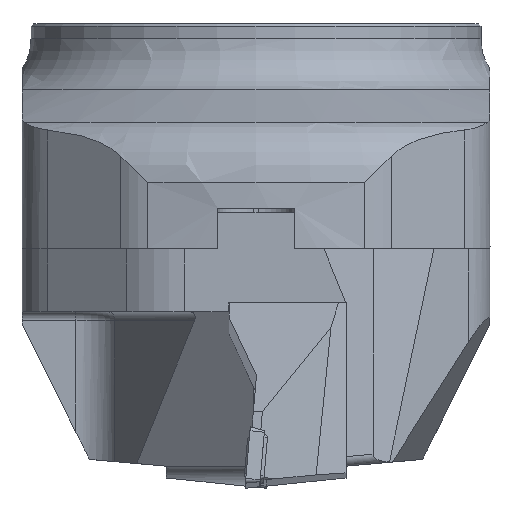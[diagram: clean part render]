
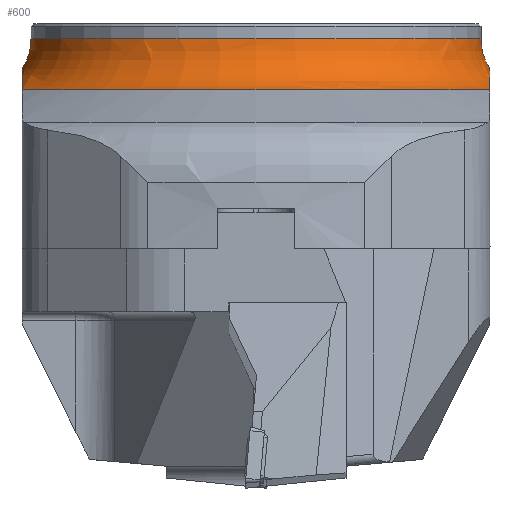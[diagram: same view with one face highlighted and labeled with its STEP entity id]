
A CAD part, left-side view. The second image highlights one B-rep face of the part: STEP entity #600.
In plain terms, the highlighted toroidal (fillet/blend) face has major radius 62 mm and minor radius 12 mm.
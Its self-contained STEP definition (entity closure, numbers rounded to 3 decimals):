
#462=TOROIDAL_SURFACE('',#3644,62.,12.);
#478=B_SPLINE_CURVE_WITH_KNOTS('',3,(#4899,#4900,#4901,#4902,#4903,#4904,
#4905,#4906,#4907,#4908),.UNSPECIFIED.,.F.,.F.,(4,2,2,2,4),(0.,0.25,0.5,
0.75,1.),.UNSPECIFIED.);
#481=B_SPLINE_CURVE_WITH_KNOTS('',3,(#4933,#4934,#4935,#4936,#4937,#4938,
#4939,#4940,#4941,#4942),.UNSPECIFIED.,.F.,.F.,(4,2,2,2,4),(0.,0.25,0.5,
0.75,1.),.UNSPECIFIED.);
#536=FACE_BOUND('',#999,.T.);
#537=FACE_BOUND('',#1000,.T.);
#600=ADVANCED_FACE('',(#536,#537),#462,.F.);
#999=EDGE_LOOP('',(#1387));
#1000=EDGE_LOOP('',(#1388,#1389,#1390,#1391));
#1206=CIRCLE('',#3639,58.292);
#1207=CIRCLE('',#3641,58.292);
#1208=CIRCLE('',#3643,50.);
#1387=ORIENTED_EDGE('',*,*,#2518,.F.);
#1388=ORIENTED_EDGE('',*,*,#2474,.F.);
#1389=ORIENTED_EDGE('',*,*,#2514,.F.);
#1390=ORIENTED_EDGE('',*,*,#2484,.F.);
#1391=ORIENTED_EDGE('',*,*,#2517,.F.);
#2173=VERTEX_POINT('',#4909);
#2174=VERTEX_POINT('',#4910);
#2181=VERTEX_POINT('',#4943);
#2182=VERTEX_POINT('',#4944);
#2203=VERTEX_POINT('',#5049);
#2474=EDGE_CURVE('',#2173,#2174,#478,.T.);
#2484=EDGE_CURVE('',#2181,#2182,#481,.T.);
#2514=EDGE_CURVE('',#2182,#2173,#1206,.T.);
#2517=EDGE_CURVE('',#2174,#2181,#1207,.T.);
#2518=EDGE_CURVE('',#2203,#2203,#1208,.T.);
#3639=AXIS2_PLACEMENT_3D('',#5036,#4021,#4022);
#3641=AXIS2_PLACEMENT_3D('',#5046,#4025,#4026);
#3643=AXIS2_PLACEMENT_3D('',#5048,#4029,#4030);
#3644=AXIS2_PLACEMENT_3D('',#5050,#4031,#4032);
#4021=DIRECTION('',(0.,0.,-1.));
#4022=DIRECTION('',(-1.,0.,0.));
#4025=DIRECTION('',(0.,0.,-1.));
#4026=DIRECTION('',(-1.,0.,0.));
#4029=DIRECTION('',(0.,0.,1.));
#4030=DIRECTION('',(-1.,0.,0.));
#4031=DIRECTION('',(0.,0.,-1.));
#4032=DIRECTION('',(-1.,0.,0.));
#4899=CARTESIAN_POINT('',(26.343,-52.,-14.694));
#4900=CARTESIAN_POINT('',(21.898,-52.,-14.042));
#4901=CARTESIAN_POINT('',(17.539,-52.,-12.933));
#4902=CARTESIAN_POINT('',(8.798,-52.,-10.85));
#4903=CARTESIAN_POINT('',(4.385,-52.,-9.898));
#4904=CARTESIAN_POINT('',(-4.639,-52.,-9.932));
#4905=CARTESIAN_POINT('',(-8.978,-52.,-10.891));
#4906=CARTESIAN_POINT('',(-17.631,-52.,-12.957));
#4907=CARTESIAN_POINT('',(-21.952,-52.,-14.049));
#4908=CARTESIAN_POINT('',(-26.343,-52.,-14.694));
#4909=CARTESIAN_POINT('',(26.343,-52.,-14.694));
#4910=CARTESIAN_POINT('',(-26.343,-52.,-14.694));
#4933=CARTESIAN_POINT('',(-26.343,52.,-14.694));
#4934=CARTESIAN_POINT('',(-21.898,52.,-14.042));
#4935=CARTESIAN_POINT('',(-17.539,52.,-12.933));
#4936=CARTESIAN_POINT('',(-8.798,52.,-10.85));
#4937=CARTESIAN_POINT('',(-4.385,52.,-9.898));
#4938=CARTESIAN_POINT('',(4.639,52.,-9.932));
#4939=CARTESIAN_POINT('',(8.978,52.,-10.891));
#4940=CARTESIAN_POINT('',(17.631,52.,-12.957));
#4941=CARTESIAN_POINT('',(21.952,52.,-14.049));
#4942=CARTESIAN_POINT('',(26.343,52.,-14.694));
#4943=CARTESIAN_POINT('',(-26.343,52.,-14.694));
#4944=CARTESIAN_POINT('',(26.343,52.,-14.694));
#5036=CARTESIAN_POINT('',(0.,0.,-14.694));
#5046=CARTESIAN_POINT('',(0.,0.,-14.694));
#5048=CARTESIAN_POINT('',(0.,0.,-3.281));
#5049=CARTESIAN_POINT('',(-50.,0.,-3.281));
#5050=CARTESIAN_POINT('',(0.,0.,-3.281));
